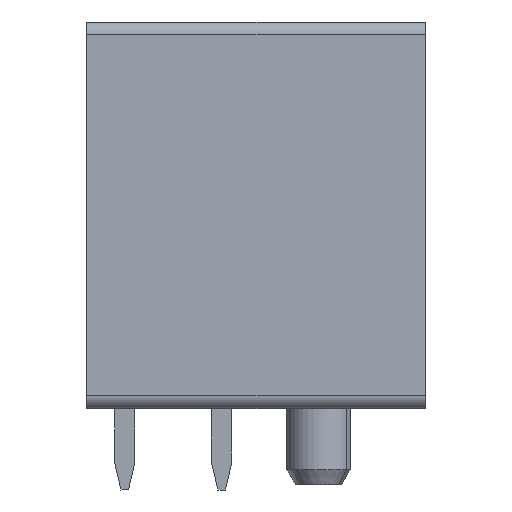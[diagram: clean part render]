
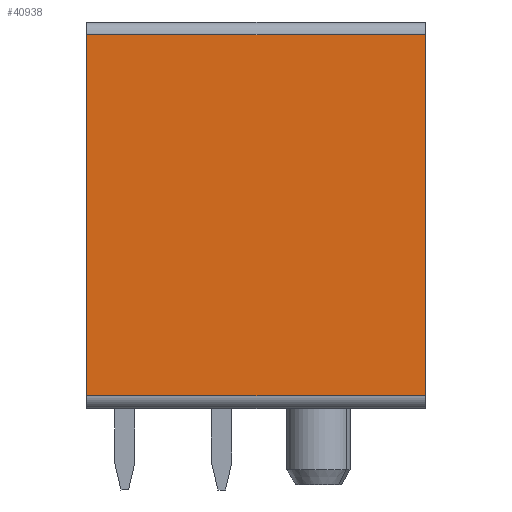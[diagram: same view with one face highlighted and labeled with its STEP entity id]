
A CAD part, left-side view. The second image highlights one B-rep face of the part: STEP entity #40938.
In plain terms, the highlighted planar face has unit normal (-1, 0, 0).
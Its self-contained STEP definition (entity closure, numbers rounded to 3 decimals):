
#40930=AXIS2_PLACEMENT_3D('Plane Axis2P3D',#40927,#40928,#40929) ;
#252=CARTESIAN_POINT('Vertex',(0.,0.,17.9)) ;
#255=CARTESIAN_POINT('Line Origine',(0.,0.,10.8)) ;
#259=CARTESIAN_POINT('Vertex',(0.,0.,3.7)) ;
#5403=CARTESIAN_POINT('Vertex',(0.,13.3,3.7)) ;
#5406=CARTESIAN_POINT('Line Origine',(0.,13.3,10.8)) ;
#5410=CARTESIAN_POINT('Vertex',(0.,13.3,17.9)) ;
#40898=CARTESIAN_POINT('Line Origine',(0.,6.65,17.9)) ;
#40915=CARTESIAN_POINT('Line Origine',(0.,6.65,3.7)) ;
#40927=CARTESIAN_POINT('Axis2P3D Location',(0.,0.,0.)) ;
#256=DIRECTION('Vector Direction',(0.,0.,-1.)) ;
#5407=DIRECTION('Vector Direction',(0.,0.,1.)) ;
#40899=DIRECTION('Vector Direction',(0.,1.,0.)) ;
#40916=DIRECTION('Vector Direction',(0.,1.,0.)) ;
#40928=DIRECTION('Axis2P3D Direction',(-1.,0.,0.)) ;
#40929=DIRECTION('Axis2P3D XDirection',(0.,-1.,0.)) ;
#257=VECTOR('Line Direction',#256,1.) ;
#5408=VECTOR('Line Direction',#5407,1.) ;
#40900=VECTOR('Line Direction',#40899,1.) ;
#40917=VECTOR('Line Direction',#40916,1.) ;
#40933=ORIENTED_EDGE('',*,*,#261,.T.) ;
#40934=ORIENTED_EDGE('',*,*,#40902,.T.) ;
#40935=ORIENTED_EDGE('',*,*,#5412,.T.) ;
#40936=ORIENTED_EDGE('',*,*,#40919,.T.) ;
#40938=ADVANCED_FACE('HOUSING',(#40937),#40931,.T.) ;
#261=EDGE_CURVE('',#260,#253,#258,.F.) ;
#5412=EDGE_CURVE('',#5411,#5404,#5409,.F.) ;
#40902=EDGE_CURVE('',#253,#5411,#40901,.T.) ;
#40919=EDGE_CURVE('',#5404,#260,#40918,.F.) ;
#40932=EDGE_LOOP('',(#40933,#40934,#40935,#40936)) ;
#40937=FACE_OUTER_BOUND('',#40932,.T.) ;
#258=LINE('Line',#255,#257) ;
#5409=LINE('Line',#5406,#5408) ;
#40901=LINE('Line',#40898,#40900) ;
#40918=LINE('Line',#40915,#40917) ;
#40931=PLANE('',#40930) ;
#253=VERTEX_POINT('',#252) ;
#260=VERTEX_POINT('',#259) ;
#5404=VERTEX_POINT('',#5403) ;
#5411=VERTEX_POINT('',#5410) ;
